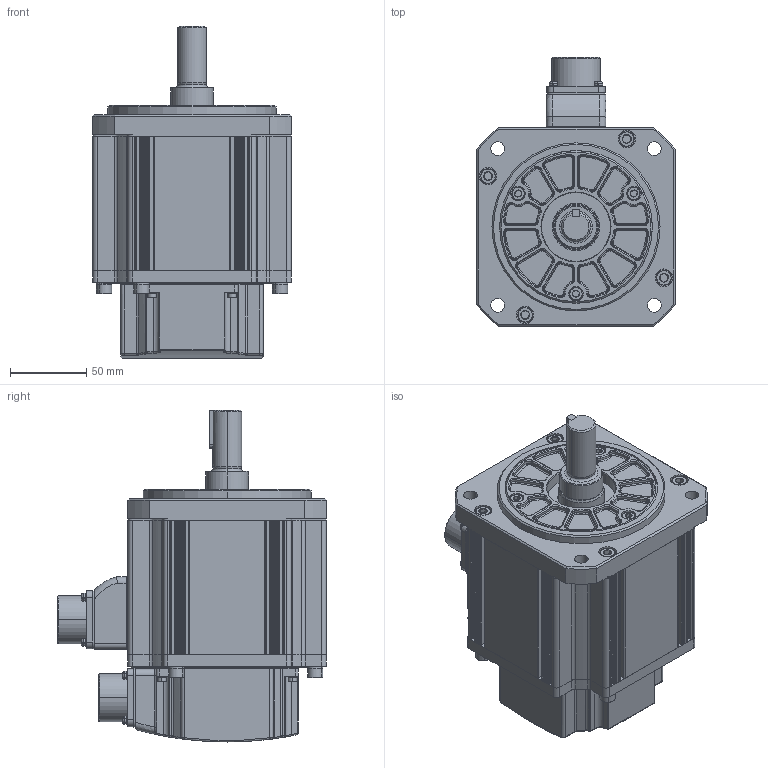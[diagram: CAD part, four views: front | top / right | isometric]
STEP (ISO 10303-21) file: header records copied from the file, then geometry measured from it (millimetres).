
FILE_DESCRIPTION (( 'STEP AP214' ), '1' );
FILE_NAME ('FM13GA001G02_Out Line(APM-FE15A_K,FE11D_K,FE09G_K,FE06M_K).STEP', '2018-07-10T01:26:57', ( '' ), ( '' ), 'SwSTEP 2.0', 'SolidWorks 2011', '' );
FILE_SCHEMA (( 'AUTOMOTIVE_DESIGN' ));
Length unit declared in the file: millimetre
Products named in the file (1): FM13GA001G02_Out Line(APM-FE15A_K,FE11D_K,FE09G_K,FE06M_K)
Bounding box: 130 x 176.05 x 217.3 mm (x, y, z)
Volume: 2134279.2 mm3; surface area: 289649.7 mm2
Topology: 56 solids, 56 shells, 2125 faces, 5279 edges, 3321 vertices
Faces by surface type: cylinder 799, plane 706, torus 229, cone 228, bspline 163
Entity records: 95872 total; most frequent: CARTESIAN_POINT 21047, DIRECTION 10975, ORIENTED_EDGE 10442, EDGE_CURVE 5221, AXIS2_PLACEMENT_3D 4269, VERTEX_POINT 3321, LINE 2437, VECTOR 2437
